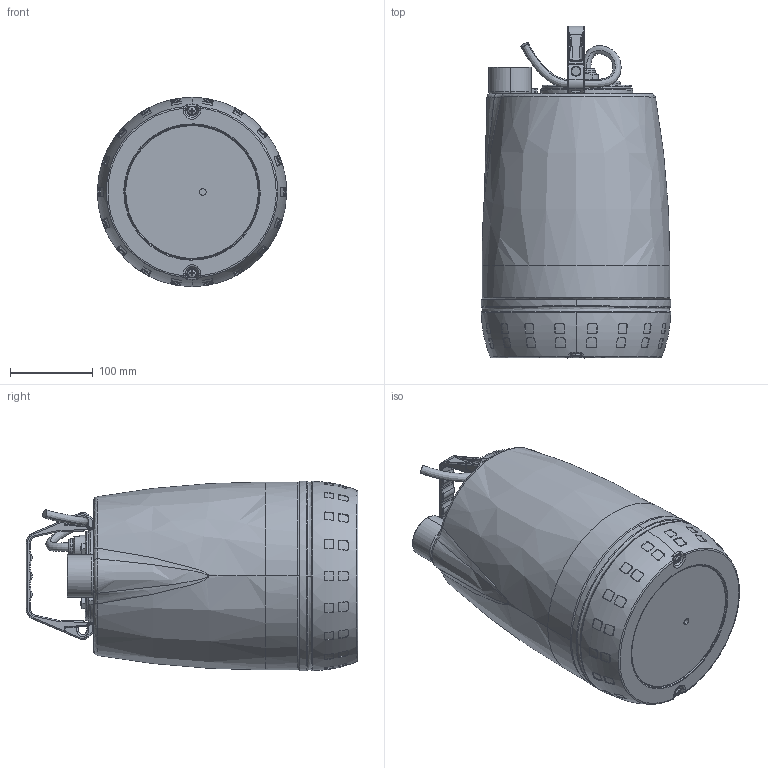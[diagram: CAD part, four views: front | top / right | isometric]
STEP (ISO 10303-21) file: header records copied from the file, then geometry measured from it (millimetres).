
FILE_DESCRIPTION (( 'STEP AP214' ), '1' );
FILE_NAME ('4_93_601_05_REV00.step', '2022-02-18T14:12:10', ( '' ), ( '' ), 'SwSTEP 2.0', 'SolidWorks 2020', '' );
FILE_SCHEMA (( 'AUTOMOTIVE_DESIGN' ));
Length unit declared in the file: millimetre
Products named in the file (1): 4_93_601_05_REV00
Bounding box: 228 x 399.77 x 228 mm (x, y, z)
Volume: 12545585.3 mm3; surface area: 468693.6 mm2
Topology: 16 solids, 17 shells, 1656 faces, 4171 edges, 2554 vertices
Faces by surface type: cylinder 593, plane 512, bspline 481, cone 70
Entity records: 103541 total; most frequent: CARTESIAN_POINT 70015, ORIENTED_EDGE 8230, DIRECTION 4537, EDGE_CURVE 4115, VERTEX_POINT 2554, B_SPLINE_CURVE_WITH_KNOTS 2191, EDGE_LOOP 1751, ADVANCED_FACE 1656
